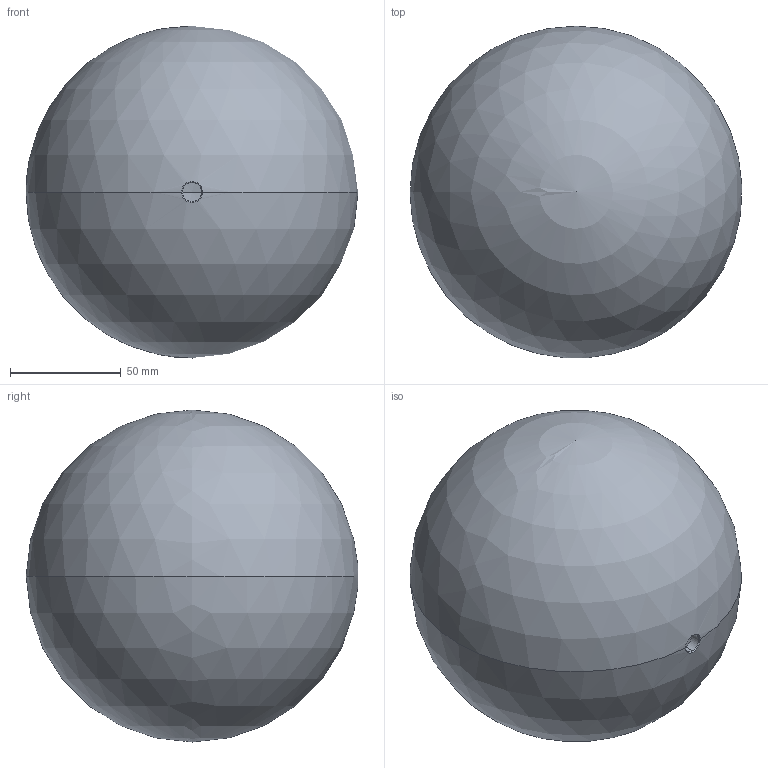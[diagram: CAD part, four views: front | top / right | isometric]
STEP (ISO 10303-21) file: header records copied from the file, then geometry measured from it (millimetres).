
FILE_DESCRIPTION (( 'STEP AP203' ), '1' );
FILE_NAME ('52150-240.STEP', '2016-04-01T12:34:13', ( '' ), ( '' ), 'SwSTEP 2.0', 'SolidWorks 2015', '' );
FILE_SCHEMA (( 'CONFIG_CONTROL_DESIGN' ));
Length unit declared in the file: millimetre
Products named in the file (1): 52150-240
Bounding box: 149.96 x 149.85 x 150 mm (x, y, z)
Volume: 137685.5 mm3; surface area: 137776.7 mm2
Topology: 1 solids, 1 shells, 229 faces, 619 edges, 412 vertices
Faces by surface type: plane 102, bspline 94, cone 25, sphere 4, cylinder 4
Entity records: 11817 total; most frequent: CARTESIAN_POINT 7066, ORIENTED_EDGE 1218, EDGE_CURVE 609, DIRECTION 509, VERTEX_POINT 406, B_SPLINE_CURVE_WITH_KNOTS 390, EDGE_LOOP 253, ADVANCED_FACE 229
